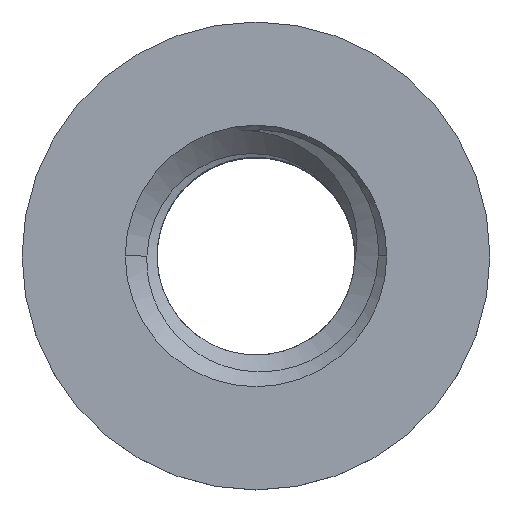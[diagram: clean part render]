
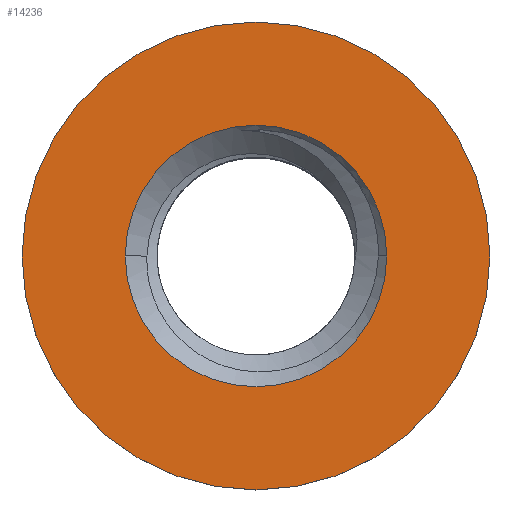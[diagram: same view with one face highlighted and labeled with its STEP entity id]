
A CAD part, top view. The second image highlights one B-rep face of the part: STEP entity #14236.
In plain terms, the highlighted planar face has unit normal (0, 0, 1).
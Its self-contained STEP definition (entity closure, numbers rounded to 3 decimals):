
#1946 = CARTESIAN_POINT ( 'NONE',  ( -1.554, 0., 3.175 ) ) ;
#2852 = DIRECTION ( 'NONE',  ( 1., 0., 0. ) ) ;
#3222 = EDGE_CURVE ( 'NONE', #8550, #13816, #3806, .T. ) ;
#3806 = CIRCLE ( 'NONE', #3888, 1.554 ) ;
#3888 = AXIS2_PLACEMENT_3D ( 'NONE', #3937, #12962, #15916 ) ;
#3937 = CARTESIAN_POINT ( 'NONE',  ( 0., 0., 3.175 ) ) ;
#4211 = EDGE_CURVE ( 'NONE', #13816, #8550, #10643, .T. ) ;
#5621 = VERTEX_POINT ( 'NONE', #10978 ) ;
#5712 = CIRCLE ( 'NONE', #16741, 2.78 ) ;
#6365 = DIRECTION ( 'NONE',  ( 1., 0., 0. ) ) ;
#6641 = CARTESIAN_POINT ( 'NONE',  ( 0., 1.5, 3.175 ) ) ;
#6844 = PLANE ( 'NONE',  #11241 ) ;
#7128 = ORIENTED_EDGE ( 'NONE', *, *, #3222, .F. ) ;
#7238 = DIRECTION ( 'NONE',  ( 0., 0., 1. ) ) ;
#7284 = DIRECTION ( 'NONE',  ( 0., 0., 1. ) ) ;
#7326 = CARTESIAN_POINT ( 'NONE',  ( -2.78, 0., 3.175 ) ) ;
#7848 = ORIENTED_EDGE ( 'NONE', *, *, #8358, .T. ) ;
#8113 = DIRECTION ( 'NONE',  ( -1., 0., 0. ) ) ;
#8358 = EDGE_CURVE ( 'NONE', #5621, #12870, #17012, .T. ) ;
#8550 = VERTEX_POINT ( 'NONE', #1946 ) ;
#8846 = CARTESIAN_POINT ( 'NONE',  ( 0., 0., 3.175 ) ) ;
#10169 = CARTESIAN_POINT ( 'NONE',  ( 0., 0., 3.175 ) ) ;
#10643 = CIRCLE ( 'NONE', #13793, 1.554 ) ;
#10978 = CARTESIAN_POINT ( 'NONE',  ( 2.78, 0., 3.175 ) ) ;
#11241 = AXIS2_PLACEMENT_3D ( 'NONE', #6641, #14172, #8113 ) ;
#11589 = FACE_BOUND ( 'NONE', #17466, .T. ) ;
#12055 = FACE_OUTER_BOUND ( 'NONE', #17758, .T. ) ;
#12870 = VERTEX_POINT ( 'NONE', #7326 ) ;
#12962 = DIRECTION ( 'NONE',  ( 0., 0., 1. ) ) ;
#13409 = DIRECTION ( 'NONE',  ( 0., 0., 1. ) ) ;
#13793 = AXIS2_PLACEMENT_3D ( 'NONE', #10169, #7284, #15073 ) ;
#13816 = VERTEX_POINT ( 'NONE', #15526 ) ;
#14172 = DIRECTION ( 'NONE',  ( 0., 0., -1. ) ) ;
#14180 = CARTESIAN_POINT ( 'NONE',  ( 0., 0., 3.175 ) ) ;
#14236 = ADVANCED_FACE ( 'NONE', ( #11589, #12055 ), #6844, .F. ) ;
#15073 = DIRECTION ( 'NONE',  ( 1., 0., 0. ) ) ;
#15508 = EDGE_CURVE ( 'NONE', #12870, #5621, #5712, .T. ) ;
#15526 = CARTESIAN_POINT ( 'NONE',  ( 1.554, 0., 3.175 ) ) ;
#15916 = DIRECTION ( 'NONE',  ( 1., 0., 0. ) ) ;
#16741 = AXIS2_PLACEMENT_3D ( 'NONE', #8846, #13409, #2852 ) ;
#17012 = CIRCLE ( 'NONE', #18040, 2.78 ) ;
#17466 = EDGE_LOOP ( 'NONE', ( #17542, #7128 ) ) ;
#17480 = ORIENTED_EDGE ( 'NONE', *, *, #15508, .T. ) ;
#17542 = ORIENTED_EDGE ( 'NONE', *, *, #4211, .F. ) ;
#17758 = EDGE_LOOP ( 'NONE', ( #7848, #17480 ) ) ;
#18040 = AXIS2_PLACEMENT_3D ( 'NONE', #14180, #7238, #6365 ) ;
